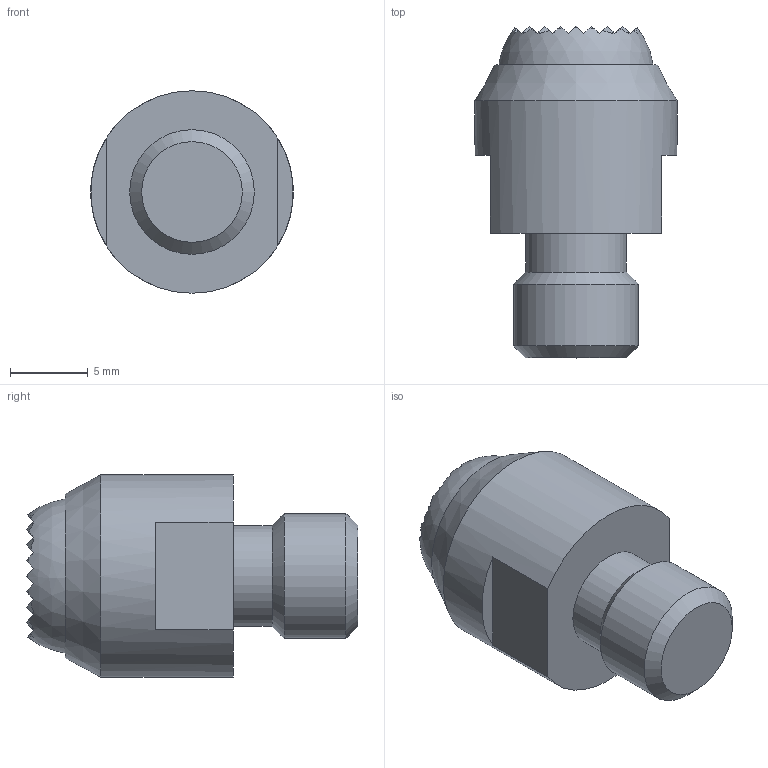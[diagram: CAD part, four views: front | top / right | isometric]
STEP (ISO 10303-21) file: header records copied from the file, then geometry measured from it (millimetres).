
FILE_DESCRIPTION( ( 'STEP AP214' ), '1' );
FILE_NAME( 'K0282.908M_0_.stp', '2020-11-27T12:43:42', ( '' ), ( '' ), ' ', 'PARTsolutions', ' ' );
FILE_SCHEMA( ( 'AUTOMOTIVE_DESIGN { 1 0 10303 214 1 1 1 1 }' ) );
Length unit declared in the file: millimetre
Products named in the file (1): _K0282.908M(0)
Bounding box: 13 x 21.3 x 13 mm (x, y, z)
Volume: 1822.3 mm3; surface area: 925 mm2
Topology: 1 solids, 1 shells, 254 faces, 441 edges, 191 vertices
Faces by surface type: plane 247, cylinder 3, cone 3, sphere 1
Full cylindrical faces by diameter (mm): 6.466 x1, 8 x1, 13 x1
Entity records: 7596 total; most frequent: DIRECTION 1030, CARTESIAN_POINT 876, ORIENTED_EDGE 864, EDGE_CURVE 432, LINE 344, VECTOR 344, AXIS2_PLACEMENT_3D 343, EDGE_LOOP 263
